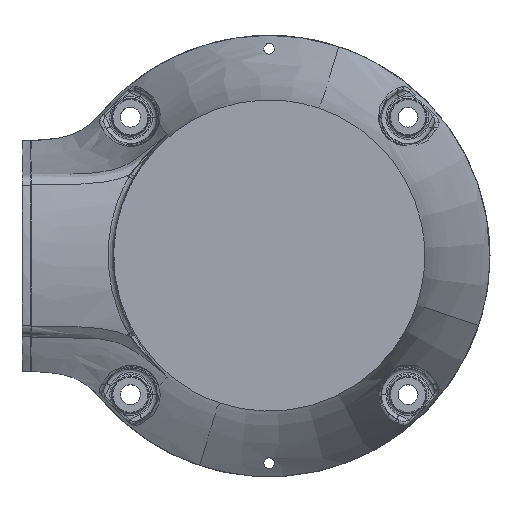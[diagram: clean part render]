
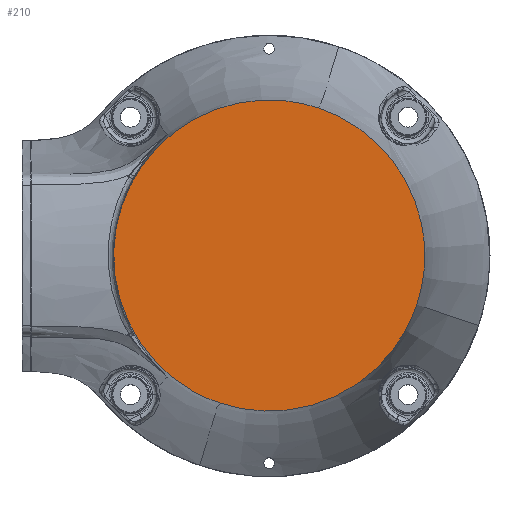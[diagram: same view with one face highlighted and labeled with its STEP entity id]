
A CAD part, top view. The second image highlights one B-rep face of the part: STEP entity #210.
In plain terms, the highlighted planar face has unit normal (0, 0, 1).
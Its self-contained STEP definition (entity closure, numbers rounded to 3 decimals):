
#210=ADVANCED_FACE('',(#416),#3380,.T.);
#416=FACE_OUTER_BOUND('',#633,.T.);
#633=EDGE_LOOP('',(#1608,#1609,#1610,#1611,#1612));
#1608=ORIENTED_EDGE('',*,*,#2280,.F.);
#1609=ORIENTED_EDGE('',*,*,#1796,.F.);
#1610=ORIENTED_EDGE('',*,*,#2251,.T.);
#1611=ORIENTED_EDGE('',*,*,#2284,.T.);
#1612=ORIENTED_EDGE('',*,*,#1797,.F.);
#1796=EDGE_CURVE('',#2872,#3171,#2309,.T.);
#1797=EDGE_CURVE('',#2873,#2874,#2310,.T.);
#2251=EDGE_CURVE('',#2872,#3173,#2525,.T.);
#2280=EDGE_CURVE('',#3171,#2873,#2546,.T.);
#2284=EDGE_CURVE('',#3173,#2874,#2550,.T.);
#2309=(
BOUNDED_CURVE()
B_SPLINE_CURVE(2,(#7570,#7571,#7572,#7573,#7574),.UNSPECIFIED.,.F.,.F.)
B_SPLINE_CURVE_WITH_KNOTS((3,2,3),(0.,145.701,163.273),
 .UNSPECIFIED.)
CURVE()
GEOMETRIC_REPRESENTATION_ITEM()
RATIONAL_B_SPLINE_CURVE((1.,0.762,1.,0.997,1.))
REPRESENTATION_ITEM('')
);
#2310=(
BOUNDED_CURVE()
B_SPLINE_CURVE(2,(#7575,#7576,#7577),.UNSPECIFIED.,.F.,.F.)
B_SPLINE_CURVE_WITH_KNOTS((3,3),(0.,27.728),.UNSPECIFIED.)
CURVE()
GEOMETRIC_REPRESENTATION_ITEM()
RATIONAL_B_SPLINE_CURVE((1.,0.987,1.))
REPRESENTATION_ITEM('')
);
#2525=(
BOUNDED_CURVE()
B_SPLINE_CURVE(2,(#11334,#11335,#11336),.UNSPECIFIED.,.F.,.F.)
B_SPLINE_CURVE_WITH_KNOTS((3,3),(-342.396,-171.198),
 .UNSPECIFIED.)
CURVE()
GEOMETRIC_REPRESENTATION_ITEM()
RATIONAL_B_SPLINE_CURVE((1.,0.707,1.))
REPRESENTATION_ITEM('')
);
#2546=(
BOUNDED_CURVE()
B_SPLINE_CURVE(2,(#11596,#11597,#11598),.UNSPECIFIED.,.F.,.F.)
B_SPLINE_CURVE_WITH_KNOTS((3,3),(163.273,291.402),
 .UNSPECIFIED.)
CURVE()
GEOMETRIC_REPRESENTATION_ITEM()
RATIONAL_B_SPLINE_CURVE((1.,0.811,1.))
REPRESENTATION_ITEM('')
);
#2550=(
BOUNDED_CURVE()
B_SPLINE_CURVE(2,(#11617,#11618,#11619),.UNSPECIFIED.,.F.,.F.)
B_SPLINE_CURVE_WITH_KNOTS((3,3),(-171.198,0.),.UNSPECIFIED.)
CURVE()
GEOMETRIC_REPRESENTATION_ITEM()
RATIONAL_B_SPLINE_CURVE((1.,0.707,1.))
REPRESENTATION_ITEM('')
);
#2872=VERTEX_POINT('',#7047);
#2873=VERTEX_POINT('',#7048);
#2874=VERTEX_POINT('',#7049);
#3171=VERTEX_POINT('',#7346);
#3173=VERTEX_POINT('',#7348);
#3380=PLANE('',#3535);
#3535=AXIS2_PLACEMENT_3D('',#6686,#3617,$);
#3617=DIRECTION('',(0.,0.,1.));
#6686=CARTESIAN_POINT('',(-87.311,-87.311,157.));
#7047=CARTESIAN_POINT('',(-81.223,27.019,157.));
#7048=CARTESIAN_POINT('',(85.599,0.,157.));
#7049=CARTESIAN_POINT('',(81.223,-27.019,157.));
#7346=CARTESIAN_POINT('',(27.023,81.222,157.));
#7348=CARTESIAN_POINT('',(-27.019,-81.223,157.));
#7570=CARTESIAN_POINT('',(-81.223,27.019,157.));
#7571=CARTESIAN_POINT('',(-58.228,96.145,157.));
#7572=CARTESIAN_POINT('',(13.686,84.498,157.));
#7573=CARTESIAN_POINT('',(20.486,83.396,157.));
#7574=CARTESIAN_POINT('',(27.023,81.222,157.));
#7575=CARTESIAN_POINT('',(85.599,0.,157.));
#7576=CARTESIAN_POINT('',(85.599,-13.864,157.));
#7577=CARTESIAN_POINT('',(81.223,-27.019,157.));
#11334=CARTESIAN_POINT('',(-81.223,27.019,157.));
#11335=CARTESIAN_POINT('',(-108.242,-54.204,157.));
#11336=CARTESIAN_POINT('',(-27.019,-81.223,157.));
#11596=CARTESIAN_POINT('',(27.023,81.222,157.));
#11597=CARTESIAN_POINT('',(85.599,61.733,157.));
#11598=CARTESIAN_POINT('',(85.599,0.,157.));
#11617=CARTESIAN_POINT('',(-27.019,-81.223,157.));
#11618=CARTESIAN_POINT('',(54.204,-108.242,157.));
#11619=CARTESIAN_POINT('',(81.223,-27.019,157.));
